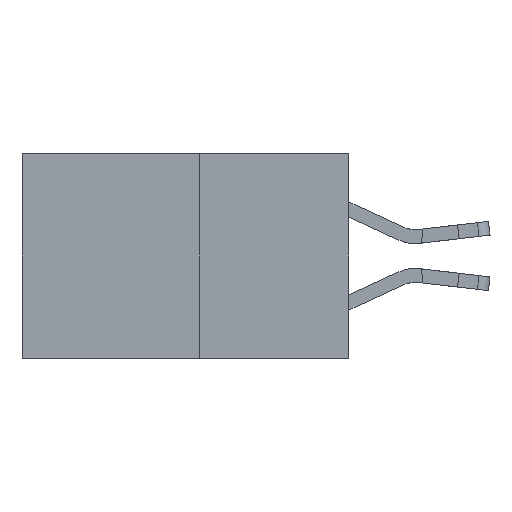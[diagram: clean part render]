
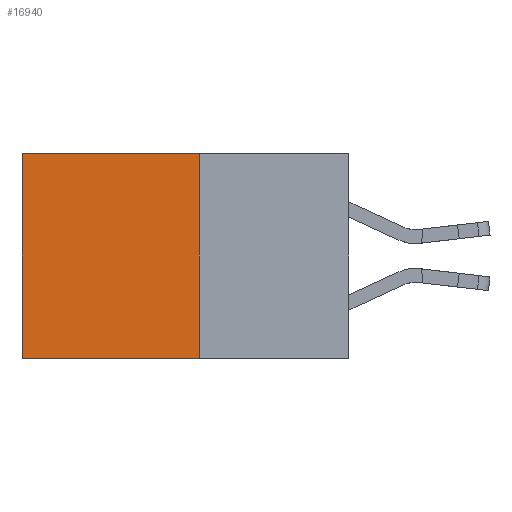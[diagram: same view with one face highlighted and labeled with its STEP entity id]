
A CAD part, left-side view. The second image highlights one B-rep face of the part: STEP entity #16940.
In plain terms, the highlighted planar face has unit normal (-1, 0, 0).
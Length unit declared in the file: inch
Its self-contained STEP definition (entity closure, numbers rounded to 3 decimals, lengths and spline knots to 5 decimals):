
#139 = LINE ( 'NONE', #2177, #15178 ) ;
#1395 = LINE ( 'NONE', #5831, #4767 ) ;
#2154 = DIRECTION ( 'NONE',  ( 0., 0., -1. ) ) ;
#2177 = CARTESIAN_POINT ( 'NONE',  ( 0.277, 0.27, -0.37 ) ) ;
#2714 = VECTOR ( 'NONE', #14562, 39.37008 ) ;
#2912 = EDGE_CURVE ( 'NONE', #17589, #3443, #17580, .T. ) ;
#3443 = VERTEX_POINT ( 'NONE', #14110 ) ;
#3707 = VERTEX_POINT ( 'NONE', #11471 ) ;
#4093 = FACE_OUTER_BOUND ( 'NONE', #17383, .T. ) ;
#4767 = VECTOR ( 'NONE', #16938, 39.37008 ) ;
#5052 = LINE ( 'NONE', #15114, #16634 ) ;
#5431 = DIRECTION ( 'NONE',  ( 0., 0., -1. ) ) ;
#5831 = CARTESIAN_POINT ( 'NONE',  ( 0.277, 0.27, 0. ) ) ;
#6404 = EDGE_CURVE ( 'NONE', #3707, #3443, #5052, .T. ) ;
#6694 = VERTEX_POINT ( 'NONE', #12468 ) ;
#6730 = CARTESIAN_POINT ( 'NONE',  ( 0.277, 0.59, 0. ) ) ;
#9300 = EDGE_CURVE ( 'NONE', #6694, #3707, #139, .T. ) ;
#11471 = CARTESIAN_POINT ( 'NONE',  ( 0.277, 0.27, -0.37 ) ) ;
#12222 = EDGE_CURVE ( 'NONE', #6694, #17589, #1395, .T. ) ;
#12426 = CARTESIAN_POINT ( 'NONE',  ( 0.277, 0.27, -0.37 ) ) ;
#12468 = CARTESIAN_POINT ( 'NONE',  ( 0.277, 0.27, 0. ) ) ;
#12828 = ORIENTED_EDGE ( 'NONE', *, *, #2912, .T. ) ;
#13522 = AXIS2_PLACEMENT_3D ( 'NONE', #12426, #13860, #5431 ) ;
#13734 = ORIENTED_EDGE ( 'NONE', *, *, #9300, .F. ) ;
#13799 = PLANE ( 'NONE',  #13522 ) ;
#13860 = DIRECTION ( 'NONE',  ( 1., 0., 0. ) ) ;
#14110 = CARTESIAN_POINT ( 'NONE',  ( 0.277, 0.59, -0.37 ) ) ;
#14541 = CARTESIAN_POINT ( 'NONE',  ( 0.277, 0.59, -0.37 ) ) ;
#14562 = DIRECTION ( 'NONE',  ( 0., 0., -1. ) ) ;
#15069 = DIRECTION ( 'NONE',  ( 0., 1., 0. ) ) ;
#15114 = CARTESIAN_POINT ( 'NONE',  ( 0.277, 0.27, -0.37 ) ) ;
#15178 = VECTOR ( 'NONE', #2154, 39.37008 ) ;
#16634 = VECTOR ( 'NONE', #15069, 39.37008 ) ;
#16934 = ORIENTED_EDGE ( 'NONE', *, *, #6404, .F. ) ;
#16938 = DIRECTION ( 'NONE',  ( 0., 1., 0. ) ) ;
#16940 = ADVANCED_FACE ( 'NONE', ( #4093 ), #13799, .F. ) ;
#17348 = ORIENTED_EDGE ( 'NONE', *, *, #12222, .T. ) ;
#17383 = EDGE_LOOP ( 'NONE', ( #12828, #16934, #13734, #17348 ) ) ;
#17580 = LINE ( 'NONE', #14541, #2714 ) ;
#17589 = VERTEX_POINT ( 'NONE', #6730 ) ;
